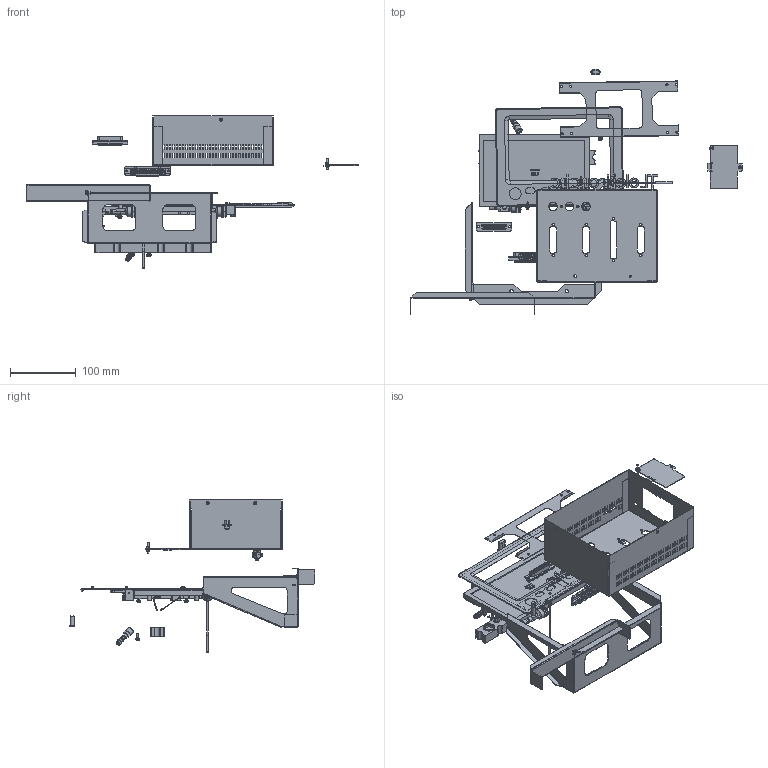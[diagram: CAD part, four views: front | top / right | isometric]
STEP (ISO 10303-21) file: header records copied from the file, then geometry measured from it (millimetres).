
FILE_DESCRIPTION(/* description */ ('Alibre Inc.'),/* implementation_level */ '2;1');
FILE_NAME(/* name */ 'export0',/* time_stamp */ '2008-09-08T08:12:25+02:00',/* author */ (''),/* organization */ (''),/* preprocessor_version */ 'ST-DEVELOPER v10',/* originating_system */ 'Alibre',/* authorisation */ '');
FILE_SCHEMA (('ALIBRE_SCHEMA','CONFIG_CONTROL_DESIGN'));
Length unit declared in the file: centimetre
Products named in the file (45): ID_1; ID_4
Bounding box: 503.23 x 371.54 x 230.42 mm (x, y, z)
Volume: 375540.3 mm3; surface area: 385464.2 mm2
Topology: 64 solids, 64 shells, 6086 faces, 16136 edges, 10462 vertices
Faces by surface type: plane 3889, cylinder 1705, cone 269, bspline 166, sphere 30, torus 15, revolution 12
Full cylindrical faces by diameter (mm): 1.2 x3, 1.5 x3, 2 x2, 2.013 x10, 2.101 x1, 2.4 x3, 2.459 x10, 2.5 x4, 2.75 x1, 3 x12, 3.2 x15, 3.5 x12, 3.546 x1, 3.69 x1, 4 x3, 4.3 x1, 4.346 x1, 4.4 x1, 4.7 x2, 4.8 x6, 4.9 x2, 4.94 x1, 5 x3, 5.13 x1, 5.74 x1, 5.8 x6, 6 x17, 6.3 x1, 7 x3, 7.2 x2
Entity records: 362358 total; most frequent: CARTESIAN_POINT 68583, ORIENTED_EDGE 40576, DIRECTION 36796, PERSISTANTTOPOLOGYATTRIBUTE 21458, EDGE_CURVE 20288, VECTOR 18960, LINE 17772, VERTEX_POINT 13380
